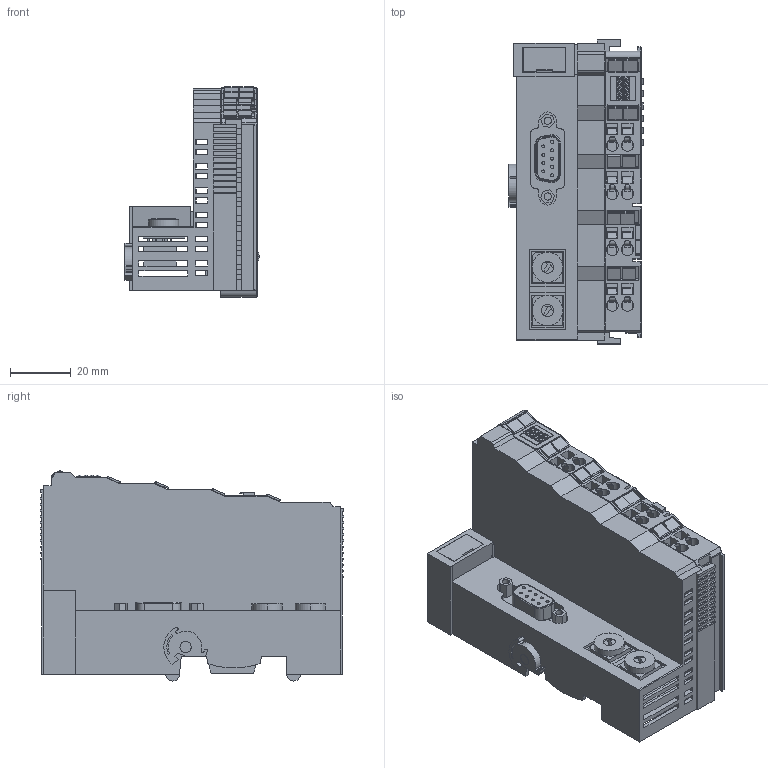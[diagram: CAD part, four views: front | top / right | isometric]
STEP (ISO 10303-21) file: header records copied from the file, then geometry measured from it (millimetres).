
FILE_DESCRIPTION (( 'STEP AP214' ), '1' );
FILE_NAME ('PX-MOD.STEP', '2014-11-17T15:28:41', ( '' ), ( '' ), 'SwSTEP 2.0', 'SolidWorks 2014', '' );
FILE_SCHEMA (( 'AUTOMOTIVE_DESIGN' ));
Length unit declared in the file: millimetre
Products named in the file (1): PX-MOD
Bounding box: 44.25 x 100.25 x 69.31 mm (x, y, z)
Volume: 80038.6 mm3; surface area: 72458.5 mm2
Topology: 37 solids, 37 shells, 1979 faces, 5722 edges, 3727 vertices
Faces by surface type: plane 1446, cylinder 457, torus 60, sphere 16
Entity records: 68634 total; most frequent: CARTESIAN_POINT 11674, ORIENTED_EDGE 11412, DIRECTION 10685, EDGE_CURVE 5706, LINE 4543, VECTOR 4543, VERTEX_POINT 3725, AXIS2_PLACEMENT_3D 3071
